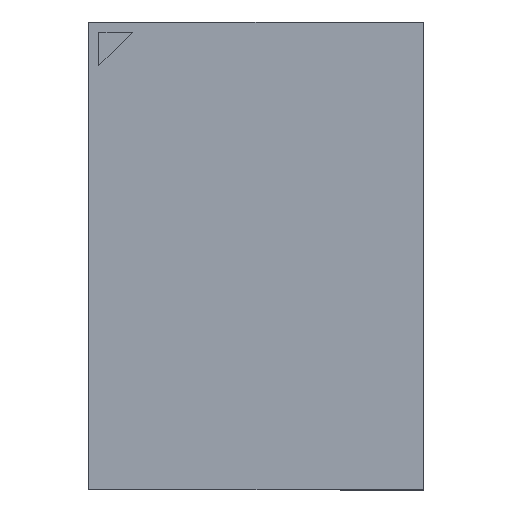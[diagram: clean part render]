
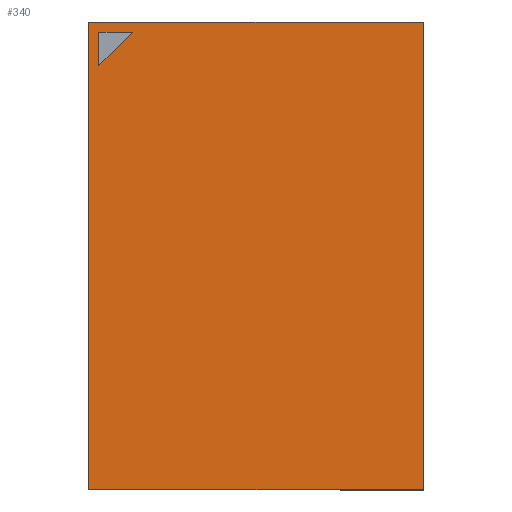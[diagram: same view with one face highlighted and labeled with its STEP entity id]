
A CAD part, top view. The second image highlights one B-rep face of the part: STEP entity #340.
In plain terms, the highlighted planar face has unit normal (0, 0, 1).
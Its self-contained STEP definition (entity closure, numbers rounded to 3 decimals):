
#207=CARTESIAN_POINT('',(-4.7,6.7,1.535));
#208=VERTEX_POINT('',#207);
#215=CARTESIAN_POINT('',(-4.7,5.7,1.535));
#216=VERTEX_POINT('',#215);
#217=CARTESIAN_POINT('',(-4.7,5.7,1.535));
#218=DIRECTION('',(0.0,1.0,0.0));
#219=VECTOR('',#218,1.0);
#220=LINE('',#217,#219);
#221=EDGE_CURVE('',#216,#208,#220,.T.);
#245=CARTESIAN_POINT('',(-3.7,6.7,1.535));
#246=VERTEX_POINT('',#245);
#253=CARTESIAN_POINT('',(-4.7,6.7,1.535));
#254=DIRECTION('',(1.0,0.0,0.0));
#255=VECTOR('',#254,1.0);
#256=LINE('',#253,#255);
#257=EDGE_CURVE('',#208,#246,#256,.T.);
#275=CARTESIAN_POINT('',(-3.7,6.7,1.535));
#276=DIRECTION('',(-0.707,-0.707,0.0));
#277=VECTOR('',#276,1.414);
#278=LINE('',#275,#277);
#279=EDGE_CURVE('',#246,#216,#278,.T.);
#296=CARTESIAN_POINT('',(0.0,0.0,1.535));
#297=DIRECTION('',(0.0,0.0,1.0));
#298=DIRECTION('',(-1.0,0.0,0.0));
#299=AXIS2_PLACEMENT_3D('',#296,#297,#298);
#300=PLANE('',#299);
#301=CARTESIAN_POINT('',(-5.,7.,1.535));
#302=VERTEX_POINT('',#301);
#303=CARTESIAN_POINT('',(-5.,-7.,1.535));
#304=VERTEX_POINT('',#303);
#305=CARTESIAN_POINT('',(-5.,7.,1.535));
#306=DIRECTION('',(0.0,-1.0,0.0));
#307=VECTOR('',#306,14.);
#308=LINE('',#305,#307);
#309=EDGE_CURVE('',#302,#304,#308,.T.);
#310=ORIENTED_EDGE('',*,*,#309,.T.);
#311=CARTESIAN_POINT('',(5.,-7.,1.535));
#312=VERTEX_POINT('',#311);
#313=CARTESIAN_POINT('',(-5.,-7.,1.535));
#314=DIRECTION('',(1.0,0.0,0.0));
#315=VECTOR('',#314,10.0);
#316=LINE('',#313,#315);
#317=EDGE_CURVE('',#304,#312,#316,.T.);
#318=ORIENTED_EDGE('',*,*,#317,.T.);
#319=CARTESIAN_POINT('',(5.,7.,1.535));
#320=VERTEX_POINT('',#319);
#321=CARTESIAN_POINT('',(5.,-7.,1.535));
#322=DIRECTION('',(0.0,1.0,0.0));
#323=VECTOR('',#322,14.);
#324=LINE('',#321,#323);
#325=EDGE_CURVE('',#312,#320,#324,.T.);
#326=ORIENTED_EDGE('',*,*,#325,.T.);
#327=CARTESIAN_POINT('',(5.,7.,1.535));
#328=DIRECTION('',(-1.0,0.0,0.0));
#329=VECTOR('',#328,10.0);
#330=LINE('',#327,#329);
#331=EDGE_CURVE('',#320,#302,#330,.T.);
#332=ORIENTED_EDGE('',*,*,#331,.T.);
#333=EDGE_LOOP('',(#310,#318,#326,#332));
#334=FACE_OUTER_BOUND('',#333,.T.);
#335=ORIENTED_EDGE('',*,*,#221,.T.);
#336=ORIENTED_EDGE('',*,*,#257,.T.);
#337=ORIENTED_EDGE('',*,*,#279,.T.);
#338=EDGE_LOOP('',(#335,#336,#337));
#339=FACE_BOUND('',#338,.T.);
#340=ADVANCED_FACE('',(#334,#339),#300,.T.);
